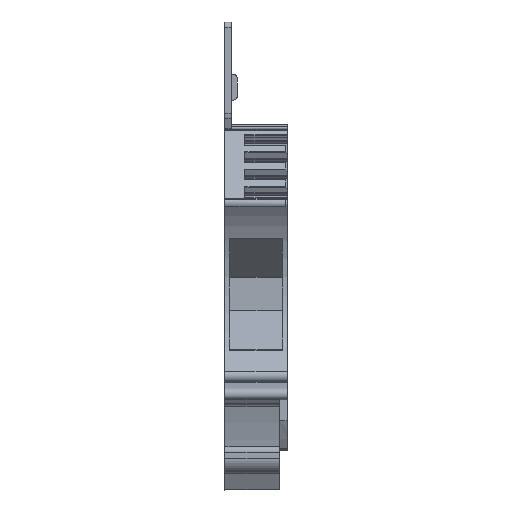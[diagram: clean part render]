
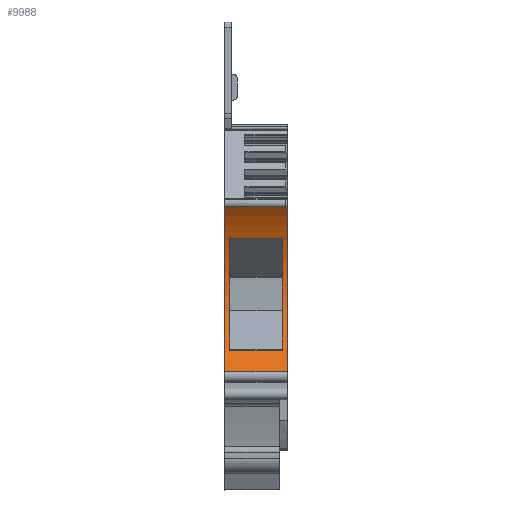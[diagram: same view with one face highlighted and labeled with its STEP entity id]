
A CAD part, front view. The second image highlights one B-rep face of the part: STEP entity #9988.
In plain terms, the highlighted cylindrical face has radius 15.05 mm (diameter 30.1 mm), a partial arc.
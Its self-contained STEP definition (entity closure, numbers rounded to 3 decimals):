
#6779=AXIS2_PLACEMENT_3D('Circle Axis2P3D',#6777,#6778,$) ;
#7732=AXIS2_PLACEMENT_3D('Circle Axis2P3D',#7730,#7731,$) ;
#9968=AXIS2_PLACEMENT_3D('Cylinder Axis2P3D',#9965,#9966,#9967) ;
#702=CARTESIAN_POINT('Vertex',(0.,4.261,14.969)) ;
#706=CARTESIAN_POINT('Control Point',(0.,4.261,14.969)) ;
#707=CARTESIAN_POINT('Control Point',(0.,5.414,15.96)) ;
#708=CARTESIAN_POINT('Control Point',(0.,6.442,17.097)) ;
#709=CARTESIAN_POINT('Control Point',(0.,7.32,18.358)) ;
#710=CARTESIAN_POINT('Control Point',(0.,8.739,21.075)) ;
#711=CARTESIAN_POINT('Control Point',(0.,9.438,24.059)) ;
#712=CARTESIAN_POINT('Control Point',(0.,9.596,25.588)) ;
#713=CARTESIAN_POINT('Control Point',(0.,9.523,28.652)) ;
#714=CARTESIAN_POINT('Control Point',(0.,8.69,31.601)) ;
#715=CARTESIAN_POINT('Control Point',(0.,8.089,33.016)) ;
#716=CARTESIAN_POINT('Control Point',(0.,7.279,34.402)) ;
#717=CARTESIAN_POINT('Control Point',(0.,6.301,35.659)) ;
#718=CARTESIAN_POINT('Control Point',(0.,6.257,35.716)) ;
#719=CARTESIAN_POINT('Control Point',(0.,6.212,35.773)) ;
#720=CARTESIAN_POINT('Control Point',(0.,6.166,35.829)) ;
#721=CARTESIAN_POINT('Vertex',(0.,6.166,35.829)) ;
#1329=CARTESIAN_POINT('Line Origine',(3.95,6.166,35.829)) ;
#1333=CARTESIAN_POINT('Vertex',(7.7,6.166,35.829)) ;
#6746=CARTESIAN_POINT('Vertex',(7.3,6.709,17.65)) ;
#6762=CARTESIAN_POINT('Vertex',(0.6,6.709,17.65)) ;
#6765=CARTESIAN_POINT('Line Origine',(3.95,6.709,17.65)) ;
#6777=CARTESIAN_POINT('Axis2P3D Location',(7.3,-5.549,26.382)) ;
#6781=CARTESIAN_POINT('Vertex',(7.3,8.472,31.85)) ;
#7706=CARTESIAN_POINT('Line Origine',(3.95,8.472,31.85)) ;
#7710=CARTESIAN_POINT('Vertex',(0.6,8.472,31.85)) ;
#7730=CARTESIAN_POINT('Axis2P3D Location',(0.6,-5.549,26.382)) ;
#9545=CARTESIAN_POINT('Line Origine',(3.34,6.166,35.829)) ;
#9549=CARTESIAN_POINT('Vertex',(7.9,6.166,35.829)) ;
#9656=CARTESIAN_POINT('Control Point',(7.9,4.261,14.969)) ;
#9657=CARTESIAN_POINT('Control Point',(7.9,5.414,15.96)) ;
#9658=CARTESIAN_POINT('Control Point',(7.9,6.442,17.097)) ;
#9659=CARTESIAN_POINT('Control Point',(7.9,7.32,18.358)) ;
#9660=CARTESIAN_POINT('Control Point',(7.9,8.739,21.075)) ;
#9661=CARTESIAN_POINT('Control Point',(7.9,9.438,24.059)) ;
#9662=CARTESIAN_POINT('Control Point',(7.9,9.596,25.588)) ;
#9663=CARTESIAN_POINT('Control Point',(7.9,9.523,28.652)) ;
#9664=CARTESIAN_POINT('Control Point',(7.9,8.69,31.601)) ;
#9665=CARTESIAN_POINT('Control Point',(7.9,8.089,33.016)) ;
#9666=CARTESIAN_POINT('Control Point',(7.9,7.279,34.402)) ;
#9667=CARTESIAN_POINT('Control Point',(7.9,6.301,35.659)) ;
#9668=CARTESIAN_POINT('Control Point',(7.9,6.257,35.716)) ;
#9669=CARTESIAN_POINT('Control Point',(7.9,6.212,35.773)) ;
#9670=CARTESIAN_POINT('Control Point',(7.9,6.166,35.829)) ;
#9671=CARTESIAN_POINT('Vertex',(7.9,4.261,14.969)) ;
#9965=CARTESIAN_POINT('Axis2P3D Location',(3.34,-5.549,26.382)) ;
#9970=CARTESIAN_POINT('Line Origine',(3.34,4.261,14.969)) ;
#1330=DIRECTION('Vector Direction',(-1.,0.,0.)) ;
#6766=DIRECTION('Vector Direction',(1.,0.,0.)) ;
#6778=DIRECTION('Axis2P3D Direction',(1.,0.,0.)) ;
#7707=DIRECTION('Vector Direction',(1.,0.,0.)) ;
#7731=DIRECTION('Axis2P3D Direction',(1.,0.,0.)) ;
#9546=DIRECTION('Vector Direction',(1.,0.,0.)) ;
#9966=DIRECTION('Axis2P3D Direction',(1.,0.,0.)) ;
#9967=DIRECTION('Axis2P3D XDirection',(0.,0.652,-0.758)) ;
#9971=DIRECTION('Vector Direction',(1.,0.,0.)) ;
#1331=VECTOR('Line Direction',#1330,1.) ;
#6767=VECTOR('Line Direction',#6766,1.) ;
#7708=VECTOR('Line Direction',#7707,1.) ;
#9547=VECTOR('Line Direction',#9546,1.) ;
#9972=VECTOR('Line Direction',#9971,1.) ;
#9976=ORIENTED_EDGE('',*,*,#9673,.F.) ;
#9977=ORIENTED_EDGE('',*,*,#9551,.T.) ;
#9978=ORIENTED_EDGE('',*,*,#1335,.T.) ;
#9979=ORIENTED_EDGE('',*,*,#723,.F.) ;
#9980=ORIENTED_EDGE('',*,*,#9974,.F.) ;
#9983=ORIENTED_EDGE('',*,*,#7712,.T.) ;
#9984=ORIENTED_EDGE('',*,*,#6783,.F.) ;
#9985=ORIENTED_EDGE('',*,*,#6769,.F.) ;
#9986=ORIENTED_EDGE('',*,*,#7734,.T.) ;
#9987=FACE_BOUND('',#9982,.T.) ;
#9988=ADVANCED_FACE('V1',(#9981,#9987),#9969,.F.) ;
#705=B_SPLINE_CURVE_WITH_KNOTS('',5,(#706,#707,#708,#709,#710,#711,#712,#713,#714,#715,#716,#717,#718,#719,#720),.UNSPECIFIED.,.F.,.U.,(6,3,3,3,6),(0.,10.751,21.502,32.253,32.764),.UNSPECIFIED.) ;
#9655=B_SPLINE_CURVE_WITH_KNOTS('',5,(#9656,#9657,#9658,#9659,#9660,#9661,#9662,#9663,#9664,#9665,#9666,#9667,#9668,#9669,#9670),.UNSPECIFIED.,.F.,.U.,(6,3,3,3,6),(0.,10.751,21.502,32.253,32.764),.UNSPECIFIED.) ;
#6780=CIRCLE('generated circle',#6779,15.05) ;
#7733=CIRCLE('generated circle',#7732,15.05) ;
#9969=CYLINDRICAL_SURFACE('generated cylinder',#9968,15.05) ;
#723=EDGE_CURVE('',#703,#722,#705,.T.) ;
#1335=EDGE_CURVE('',#1334,#722,#1332,.T.) ;
#6769=EDGE_CURVE('',#6763,#6747,#6768,.T.) ;
#6783=EDGE_CURVE('',#6747,#6782,#6780,.T.) ;
#7712=EDGE_CURVE('',#7711,#6782,#7709,.T.) ;
#7734=EDGE_CURVE('',#6763,#7711,#7733,.T.) ;
#9551=EDGE_CURVE('',#9550,#1334,#9548,.F.) ;
#9673=EDGE_CURVE('',#9550,#9672,#9655,.F.) ;
#9974=EDGE_CURVE('',#9672,#703,#9973,.F.) ;
#9975=EDGE_LOOP('',(#9976,#9977,#9978,#9979,#9980)) ;
#9982=EDGE_LOOP('',(#9983,#9984,#9985,#9986)) ;
#9981=FACE_OUTER_BOUND('',#9975,.T.) ;
#1332=LINE('Line',#1329,#1331) ;
#6768=LINE('Line',#6765,#6767) ;
#7709=LINE('Line',#7706,#7708) ;
#9548=LINE('Line',#9545,#9547) ;
#9973=LINE('Line',#9970,#9972) ;
#703=VERTEX_POINT('',#702) ;
#722=VERTEX_POINT('',#721) ;
#1334=VERTEX_POINT('',#1333) ;
#6747=VERTEX_POINT('',#6746) ;
#6763=VERTEX_POINT('',#6762) ;
#6782=VERTEX_POINT('',#6781) ;
#7711=VERTEX_POINT('',#7710) ;
#9550=VERTEX_POINT('',#9549) ;
#9672=VERTEX_POINT('',#9671) ;
